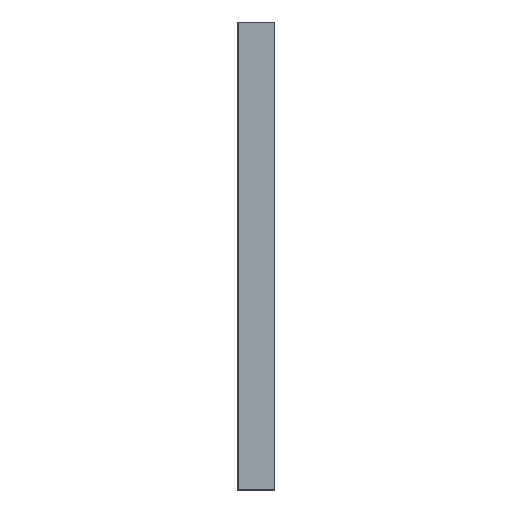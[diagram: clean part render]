
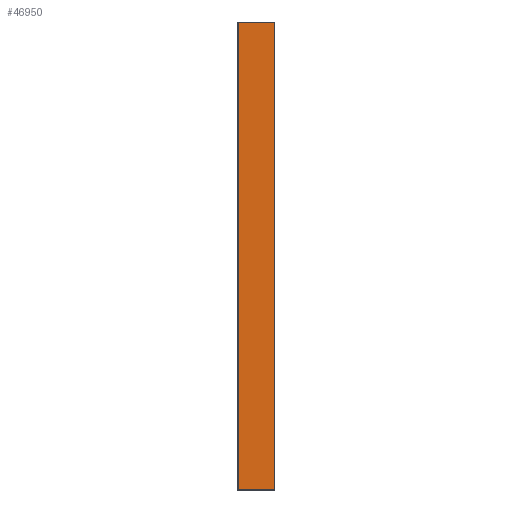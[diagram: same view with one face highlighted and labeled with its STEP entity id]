
A CAD part, front view. The second image highlights one B-rep face of the part: STEP entity #46950.
In plain terms, the highlighted planar face has unit normal (0, -1, 0).
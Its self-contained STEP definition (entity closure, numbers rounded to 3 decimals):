
#36766 = PLANE('',#36767);
#36767 = AXIS2_PLACEMENT_3D('',#36768,#36769,#36770);
#36768 = CARTESIAN_POINT('',(4.,-8.95,0.05));
#36769 = DIRECTION('',(0.,0.707,0.707));
#36770 = DIRECTION('',(1.,0.,0.));
#37125 = PLANE('',#37126);
#37126 = AXIS2_PLACEMENT_3D('',#37127,#37128,#37129);
#37127 = CARTESIAN_POINT('',(4.,-8.95,99.95));
#37128 = DIRECTION('',(0.,-0.707,
    0.707));
#37129 = DIRECTION('',(1.,0.,0.));
#37463 = PLANE('',#37464);
#37464 = AXIS2_PLACEMENT_3D('',#37465,#37466,#37467);
#37465 = CARTESIAN_POINT('',(-3.9,-8.9,0.));
#37466 = DIRECTION('',(-0.707,-0.707,
    0.));
#37467 = DIRECTION('',(0.,0.,1.));
#41133 = VERTEX_POINT('',#41134);
#41134 = CARTESIAN_POINT('',(3.9,-9.,0.1));
#41155 = EDGE_CURVE('',#41133,#41156,#41158,.T.);
#41156 = VERTEX_POINT('',#41157);
#41157 = CARTESIAN_POINT('',(-3.8,-9.,0.1));
#41158 = SURFACE_CURVE('',#41159,(#41163,#41170),.PCURVE_S1.);
#41159 = LINE('',#41160,#41161);
#41160 = CARTESIAN_POINT('',(4.,-9.,0.1));
#41161 = VECTOR('',#41162,1.);
#41162 = DIRECTION('',(-1.,0.,0.));
#41163 = PCURVE('',#36766,#41164);
#41164 = DEFINITIONAL_REPRESENTATION('',(#41165),#41169);
#41165 = LINE('',#41166,#41167);
#41166 = CARTESIAN_POINT('',(0.,-0.071));
#41167 = VECTOR('',#41168,1.);
#41168 = DIRECTION('',(-1.,0.));
#41169 = ( GEOMETRIC_REPRESENTATION_CONTEXT(2) 
PARAMETRIC_REPRESENTATION_CONTEXT() REPRESENTATION_CONTEXT('2D SPACE',''
  ) );
#41170 = PCURVE('',#41171,#41176);
#41171 = PLANE('',#41172);
#41172 = AXIS2_PLACEMENT_3D('',#41173,#41174,#41175);
#41173 = CARTESIAN_POINT('',(4.,-9.,0.));
#41174 = DIRECTION('',(0.,-1.,0.));
#41175 = DIRECTION('',(-1.,0.,0.));
#41176 = DEFINITIONAL_REPRESENTATION('',(#41177),#41181);
#41177 = LINE('',#41178,#41179);
#41178 = CARTESIAN_POINT('',(0.,-0.1));
#41179 = VECTOR('',#41180,1.);
#41180 = DIRECTION('',(1.,0.));
#41181 = ( GEOMETRIC_REPRESENTATION_CONTEXT(2) 
PARAMETRIC_REPRESENTATION_CONTEXT() REPRESENTATION_CONTEXT('2D SPACE',''
  ) );
#41481 = VERTEX_POINT('',#41482);
#41482 = CARTESIAN_POINT('',(3.9,-9.,99.9));
#41503 = EDGE_CURVE('',#41481,#41504,#41506,.T.);
#41504 = VERTEX_POINT('',#41505);
#41505 = CARTESIAN_POINT('',(-3.8,-9.,99.9));
#41506 = SURFACE_CURVE('',#41507,(#41511,#41518),.PCURVE_S1.);
#41507 = LINE('',#41508,#41509);
#41508 = CARTESIAN_POINT('',(4.,-9.,99.9));
#41509 = VECTOR('',#41510,1.);
#41510 = DIRECTION('',(-1.,0.,0.));
#41511 = PCURVE('',#37125,#41512);
#41512 = DEFINITIONAL_REPRESENTATION('',(#41513),#41517);
#41513 = LINE('',#41514,#41515);
#41514 = CARTESIAN_POINT('',(0.,-0.071));
#41515 = VECTOR('',#41516,1.);
#41516 = DIRECTION('',(-1.,0.));
#41517 = ( GEOMETRIC_REPRESENTATION_CONTEXT(2) 
PARAMETRIC_REPRESENTATION_CONTEXT() REPRESENTATION_CONTEXT('2D SPACE',''
  ) );
#41518 = PCURVE('',#41171,#41519);
#41519 = DEFINITIONAL_REPRESENTATION('',(#41520),#41524);
#41520 = LINE('',#41521,#41522);
#41521 = CARTESIAN_POINT('',(0.,-99.9));
#41522 = VECTOR('',#41523,1.);
#41523 = DIRECTION('',(1.,0.));
#41524 = ( GEOMETRIC_REPRESENTATION_CONTEXT(2) 
PARAMETRIC_REPRESENTATION_CONTEXT() REPRESENTATION_CONTEXT('2D SPACE',''
  ) );
#41605 = EDGE_CURVE('',#41156,#41504,#41606,.T.);
#41606 = SURFACE_CURVE('',#41607,(#41611,#41618),.PCURVE_S1.);
#41607 = LINE('',#41608,#41609);
#41608 = CARTESIAN_POINT('',(-3.8,-9.,0.));
#41609 = VECTOR('',#41610,1.);
#41610 = DIRECTION('',(0.,0.,1.));
#41611 = PCURVE('',#37463,#41612);
#41612 = DEFINITIONAL_REPRESENTATION('',(#41613),#41617);
#41613 = LINE('',#41614,#41615);
#41614 = CARTESIAN_POINT('',(0.,-0.141));
#41615 = VECTOR('',#41616,1.);
#41616 = DIRECTION('',(1.,0.));
#41617 = ( GEOMETRIC_REPRESENTATION_CONTEXT(2) 
PARAMETRIC_REPRESENTATION_CONTEXT() REPRESENTATION_CONTEXT('2D SPACE',''
  ) );
#41618 = PCURVE('',#41171,#41619);
#41619 = DEFINITIONAL_REPRESENTATION('',(#41620),#41624);
#41620 = LINE('',#41621,#41622);
#41621 = CARTESIAN_POINT('',(7.8,0.));
#41622 = VECTOR('',#41623,1.);
#41623 = DIRECTION('',(0.,-1.));
#41624 = ( GEOMETRIC_REPRESENTATION_CONTEXT(2) 
PARAMETRIC_REPRESENTATION_CONTEXT() REPRESENTATION_CONTEXT('2D SPACE',''
  ) );
#46788 = PLANE('',#46789);
#46789 = AXIS2_PLACEMENT_3D('',#46790,#46791,#46792);
#46790 = CARTESIAN_POINT('',(3.95,-8.95,0.));
#46791 = DIRECTION('',(0.707,-0.707,0.));
#46792 = DIRECTION('',(0.,0.,1.));
#46950 = ADVANCED_FACE('',(#46951),#41171,.T.);
#46951 = FACE_BOUND('',#46952,.T.);
#46952 = EDGE_LOOP('',(#46953,#46974,#46975,#46976));
#46953 = ORIENTED_EDGE('',*,*,#46954,.T.);
#46954 = EDGE_CURVE('',#41133,#41481,#46955,.T.);
#46955 = SURFACE_CURVE('',#46956,(#46960,#46967),.PCURVE_S1.);
#46956 = LINE('',#46957,#46958);
#46957 = CARTESIAN_POINT('',(3.9,-9.,0.));
#46958 = VECTOR('',#46959,1.);
#46959 = DIRECTION('',(0.,0.,1.));
#46960 = PCURVE('',#41171,#46961);
#46961 = DEFINITIONAL_REPRESENTATION('',(#46962),#46966);
#46962 = LINE('',#46963,#46964);
#46963 = CARTESIAN_POINT('',(0.1,0.));
#46964 = VECTOR('',#46965,1.);
#46965 = DIRECTION('',(0.,-1.));
#46966 = ( GEOMETRIC_REPRESENTATION_CONTEXT(2) 
PARAMETRIC_REPRESENTATION_CONTEXT() REPRESENTATION_CONTEXT('2D SPACE',''
  ) );
#46967 = PCURVE('',#46788,#46968);
#46968 = DEFINITIONAL_REPRESENTATION('',(#46969),#46973);
#46969 = LINE('',#46970,#46971);
#46970 = CARTESIAN_POINT('',(0.,0.071));
#46971 = VECTOR('',#46972,1.);
#46972 = DIRECTION('',(1.,0.));
#46973 = ( GEOMETRIC_REPRESENTATION_CONTEXT(2) 
PARAMETRIC_REPRESENTATION_CONTEXT() REPRESENTATION_CONTEXT('2D SPACE',''
  ) );
#46974 = ORIENTED_EDGE('',*,*,#41503,.T.);
#46975 = ORIENTED_EDGE('',*,*,#41605,.F.);
#46976 = ORIENTED_EDGE('',*,*,#41155,.F.);
